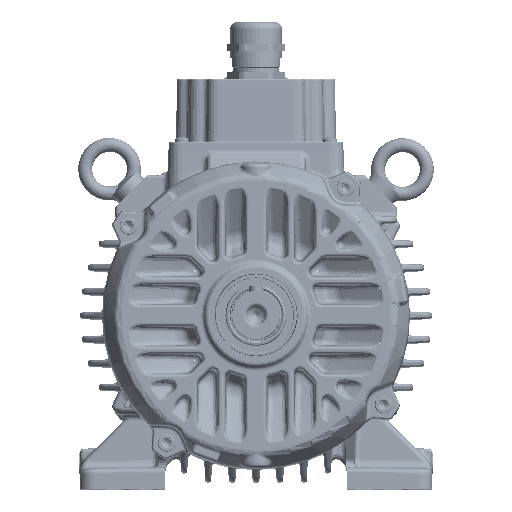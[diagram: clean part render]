
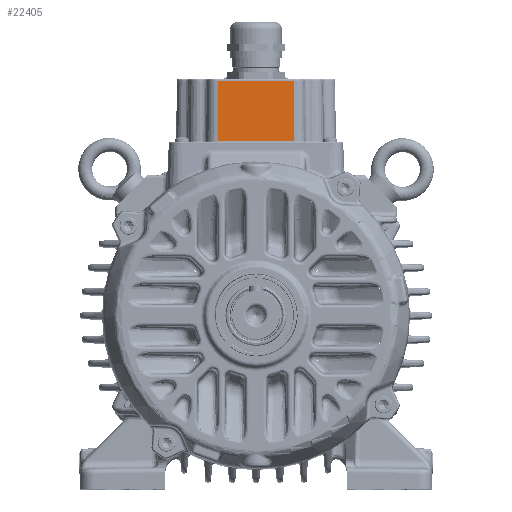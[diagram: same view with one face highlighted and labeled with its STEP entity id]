
A CAD part, top view. The second image highlights one B-rep face of the part: STEP entity #22405.
In plain terms, the highlighted planar face has unit normal (0, 0.018, 1).
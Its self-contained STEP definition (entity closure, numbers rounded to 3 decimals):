
#10151=PLANE('',#90022);
#13357=LINE('',#205974,#16250);
#13397=LINE('',#206456,#16290);
#13398=LINE('',#206460,#16291);
#13399=LINE('',#206462,#16292);
#16250=VECTOR('',#109198,1.);
#16290=VECTOR('',#109438,1.);
#16291=VECTOR('',#109443,1.);
#16292=VECTOR('',#109444,1.);
#22405=ADVANCED_FACE('',(#27587),#10151,.T.);
#27587=FACE_OUTER_BOUND('',#32937,.T.);
#32937=EDGE_LOOP('',(#56264,#56265,#56266,#56267));
#56264=ORIENTED_EDGE('',*,*,#76913,.F.);
#56265=ORIENTED_EDGE('',*,*,#76796,.T.);
#56266=ORIENTED_EDGE('',*,*,#76915,.T.);
#56267=ORIENTED_EDGE('',*,*,#76916,.T.);
#64143=VERTEX_POINT('',#205969);
#64145=VERTEX_POINT('',#205975);
#64209=VERTEX_POINT('',#206457);
#64210=VERTEX_POINT('',#206461);
#76796=EDGE_CURVE('',#64145,#64143,#13357,.T.);
#76913=EDGE_CURVE('',#64145,#64209,#13397,.T.);
#76915=EDGE_CURVE('',#64143,#64210,#13398,.T.);
#76916=EDGE_CURVE('',#64210,#64209,#13399,.T.);
#90022=AXIS2_PLACEMENT_3D('',#206463,#109445,#109446);
#109198=DIRECTION('',(-1.,0.,0.));
#109438=DIRECTION('',(0.,-1.,0.017));
#109443=DIRECTION('',(0.,-1.,0.017));
#109444=DIRECTION('',(1.,0.,0.));
#109445=DIRECTION('',(0.,0.017,1.));
#109446=DIRECTION('',(0.,-1.,0.017));
#205969=CARTESIAN_POINT('',(-22.,135.017,-57.12));
#205974=CARTESIAN_POINT('',(-22.,135.017,-57.12));
#205975=CARTESIAN_POINT('',(22.,135.017,-57.12));
#206456=CARTESIAN_POINT('',(22.,99.5,-56.5));
#206457=CARTESIAN_POINT('',(22.,99.991,-56.509));
#206460=CARTESIAN_POINT('',(-22.,99.5,-56.5));
#206461=CARTESIAN_POINT('',(-22.,99.991,-56.509));
#206462=CARTESIAN_POINT('',(22.,99.991,-56.509));
#206463=CARTESIAN_POINT('',(22.,99.5,-56.5));
